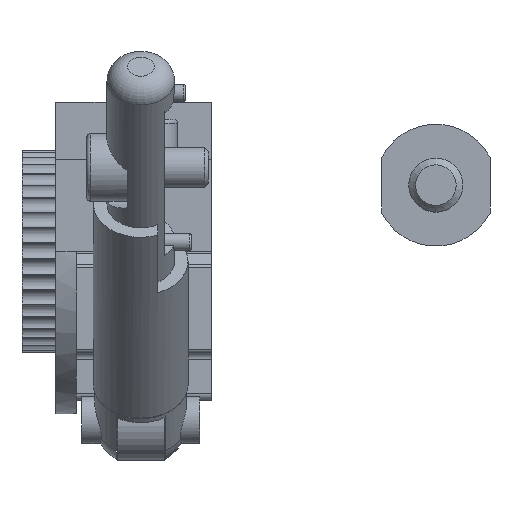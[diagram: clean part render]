
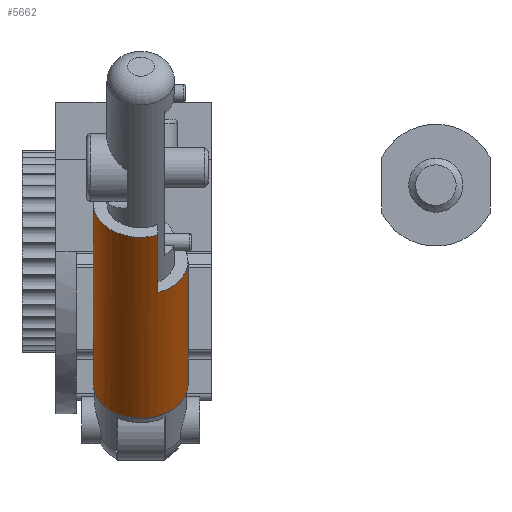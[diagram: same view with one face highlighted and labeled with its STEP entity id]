
A CAD part, left-side view. The second image highlights one B-rep face of the part: STEP entity #5662.
In plain terms, the highlighted cylindrical face has radius 7 mm (diameter 14 mm), a full revolution.
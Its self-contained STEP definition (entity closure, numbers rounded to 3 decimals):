
#220=LINE('',#8050,#468);
#224=LINE('',#8059,#472);
#468=VECTOR('',#6609,1000.);
#472=VECTOR('',#6615,1000.);
#733=CIRCLE('',#5972,7.);
#738=CIRCLE('',#5983,7.);
#739=CIRCLE('',#5985,7.);
#1212=ORIENTED_EDGE('',*,*,#2250,.F.);
#1213=ORIENTED_EDGE('',*,*,#2256,.F.);
#1214=ORIENTED_EDGE('',*,*,#2219,.T.);
#1215=ORIENTED_EDGE('',*,*,#2255,.T.);
#1216=ORIENTED_EDGE('',*,*,#2223,.T.);
#2219=EDGE_CURVE('',#2779,#2780,#220,.T.);
#2223=EDGE_CURVE('',#2783,#2784,#224,.T.);
#2250=EDGE_CURVE('',#2800,#2800,#733,.T.);
#2255=EDGE_CURVE('',#2780,#2783,#738,.T.);
#2256=EDGE_CURVE('',#2779,#2784,#739,.T.);
#2779=VERTEX_POINT('',#8051);
#2780=VERTEX_POINT('',#8052);
#2783=VERTEX_POINT('',#8060);
#2784=VERTEX_POINT('',#8061);
#2800=VERTEX_POINT('',#8141);
#3228=EDGE_LOOP('',(#1212));
#3229=EDGE_LOOP('',(#1213,#1214,#1215,#1216));
#3551=FACE_BOUND('',#3228,.T.);
#3552=FACE_BOUND('',#3229,.T.);
#3804=CYLINDRICAL_SURFACE('',#5984,7.);
#5662=ADVANCED_FACE('',(#3551,#3552),#3804,.T.);
#5972=AXIS2_PLACEMENT_3D('',#8140,#6669,#6670);
#5983=AXIS2_PLACEMENT_3D('',#8154,#6691,#6692);
#5984=AXIS2_PLACEMENT_3D('',#8155,#6693,#6694);
#5985=AXIS2_PLACEMENT_3D('',#8156,#6695,#6696);
#6609=DIRECTION('',(0.705,0.,-0.709));
#6615=DIRECTION('',(-0.705,0.,0.709));
#6669=DIRECTION('',(0.705,0.,-0.709));
#6670=DIRECTION('',(0.,1.,0.));
#6691=DIRECTION('',(0.705,0.,-0.709));
#6692=DIRECTION('',(0.709,0.,0.705));
#6693=DIRECTION('',(0.705,0.,-0.709));
#6694=DIRECTION('',(0.709,0.,0.705));
#6695=DIRECTION('',(-0.705,0.,0.709));
#6696=DIRECTION('',(0.709,0.,0.705));
#8050=CARTESIAN_POINT('',(23.266,53.,-14.136));
#8051=CARTESIAN_POINT('',(9.995,53.,-0.782));
#8052=CARTESIAN_POINT('',(18.454,53.,-9.294));
#8059=CARTESIAN_POINT('',(13.99,53.,-23.354));
#8060=CARTESIAN_POINT('',(9.178,53.,-18.512));
#8061=CARTESIAN_POINT('',(0.719,53.,-10.));
#8140=CARTESIAN_POINT('',(31.899,55.5,-32.099));
#8141=CARTESIAN_POINT('',(31.899,62.5,-32.099));
#8154=CARTESIAN_POINT('',(13.816,55.5,-13.903));
#8155=CARTESIAN_POINT('',(18.628,55.5,-18.745));
#8156=CARTESIAN_POINT('',(5.357,55.5,-5.391));
